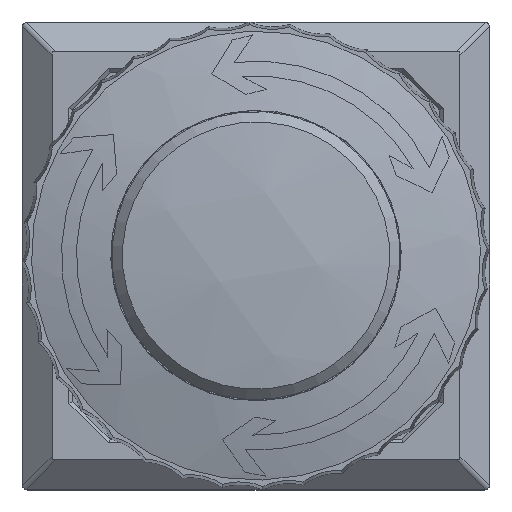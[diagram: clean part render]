
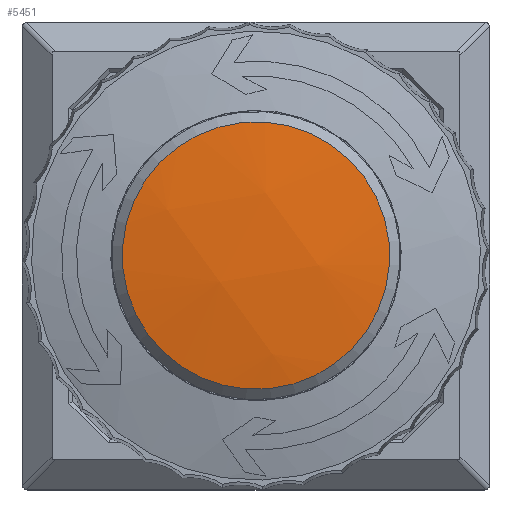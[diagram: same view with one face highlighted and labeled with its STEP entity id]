
A CAD part, top view. The second image highlights one B-rep face of the part: STEP entity #5451.
In plain terms, the highlighted spherical face has radius 42.3 mm.
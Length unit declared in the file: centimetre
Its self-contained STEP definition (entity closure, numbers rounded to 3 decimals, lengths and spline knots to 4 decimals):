
#14=SPHERICAL_SURFACE('',#5950,4.23);
#1277=FACE_OUTER_BOUND('',#1645,.T.);
#1645=EDGE_LOOP('',(#4446));
#1910=CIRCLE('',#5951,0.7148);
#2433=VERTEX_POINT('',#9166);
#3138=EDGE_CURVE('',#2433,#2433,#1910,.T.);
#4446=ORIENTED_EDGE('',*,*,#3138,.F.);
#5451=ADVANCED_FACE('',(#1277),#14,.T.);
#5950=AXIS2_PLACEMENT_3D('',#9165,#7316,#7317);
#5951=AXIS2_PLACEMENT_3D('',#9167,#7318,#7319);
#7316=DIRECTION('center_axis',(0.808,0.589,0.));
#7317=DIRECTION('ref_axis',(-0.589,0.808,0.));
#7318=DIRECTION('center_axis',(0.,0.,
-1.));
#7319=DIRECTION('ref_axis',(-0.589,0.808,0.));
#9165=CARTESIAN_POINT('Origin',(0.,0.,
-2.405));
#9166=CARTESIAN_POINT('',(-0.4208,0.5779,1.7642));
#9167=CARTESIAN_POINT('Origin',(0.,0.,
1.7642));
